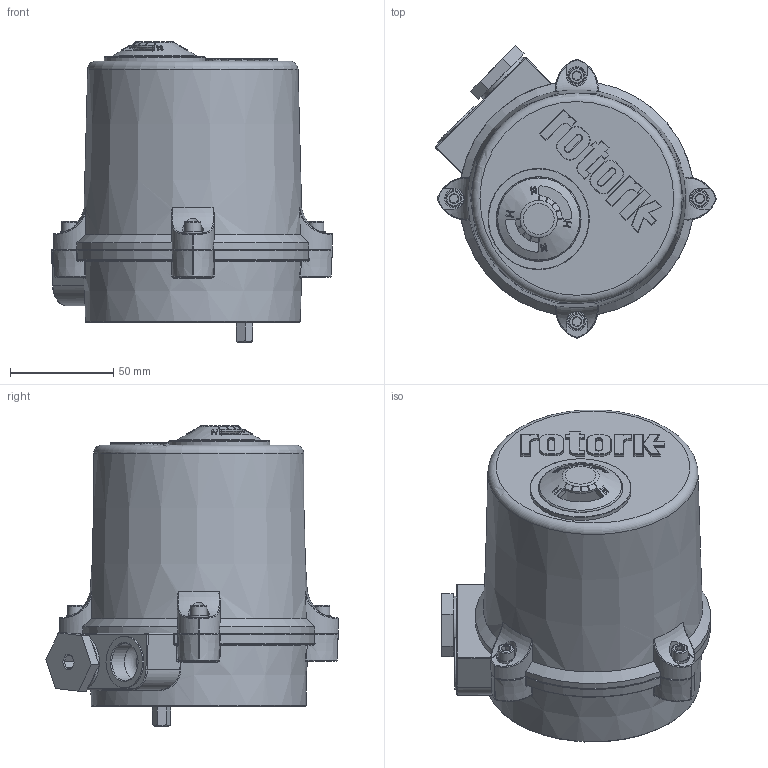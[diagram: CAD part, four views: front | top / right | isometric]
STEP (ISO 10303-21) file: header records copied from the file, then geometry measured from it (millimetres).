
FILE_DESCRIPTION( ( 'Unknown' ), '1' );
FILE_NAME( 'ROM1-1.stp', 'Unknown', ( 'Unknown' ), ( 'Unknown' ), 'PSStep 15.0.49', 'Unknown', ' ' );
FILE_SCHEMA( ( 'AUTOMOTIVE_DESIGN { 1 0 10303 214 1 1 1 1 }' ) );
Length unit declared in the file: millimetre
Products named in the file (1): 1
Bounding box: 135.87 x 141.58 x 145.7 mm (x, y, z)
Volume: 535693.1 mm3; surface area: 123212.9 mm2
Topology: 1 solids, 14 shells, 875 faces, 2091 edges, 1278 vertices
Faces by surface type: plane 349, cylinder 226, cone 120, torus 107, bspline 47, sphere 25, revolution 1
Full cylindrical faces by diameter (mm): 2.459 x3, 3.5 x3, 4.1 x4, 4.134 x4, 4.459 x8, 4.5 x1, 4.6 x4, 4.917 x4, 5.3 x4, 5.5 x4, 7.797 x4, 9 x5, 18 x1, 19 x2, 23 x2, 25 x1, 28 x3, 49 x1, 104 x2, 110 x1
Entity records: 37729 total; most frequent: CARTESIAN_POINT 9318, ORIENTED_EDGE 3640, DIRECTION 3473, EDGE_CURVE 1820, PRESENTATION_STYLE_ASSIGNMENT 1748, COLOUR_RGB 1748, AXIS2_PLACEMENT_3D 1432, VERTEX_POINT 1191
